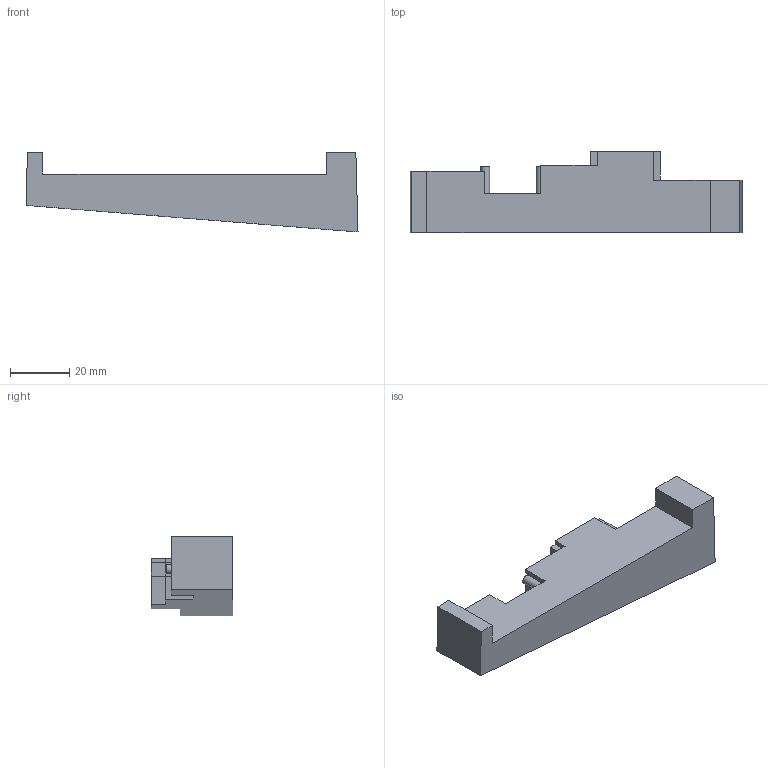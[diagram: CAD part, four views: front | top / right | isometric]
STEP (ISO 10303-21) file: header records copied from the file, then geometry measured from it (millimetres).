
FILE_DESCRIPTION(/* description */ ('Unknown'),/* implementation_level */ '2;1');
FILE_NAME(/* name */ 'rks70_right',/* time_stamp */ '2025-04-07T10:38:48-10:00',/* author */ ('Unknown'),/* organization */ ('Unknown'),/* preprocessor_version */ 'ST-DEVELOPER v18.1',/* originating_system */ 'Solid Edge',/* authorisation */ 'Unknown');
FILE_SCHEMA (('AUTOMOTIVE_DESIGN {1 0 10303 214 3 1 1}'));
Length unit declared in the file: millimetre
Products named in the file (2): rks70_mod; rks70_right
Assembly tree (1 placements, depth 2):
  rks70_mod
    rks70_right
Bounding box: 112.21 x 27.5 x 27 mm (x, y, z)
Volume: 36218 mm3; surface area: 10202.9 mm2
Topology: 1 solids, 1 shells, 42 faces, 110 edges, 74 vertices
Faces by surface type: plane 38, cylinder 4
Full cylindrical faces by diameter (mm): 3 x4
Entity records: 1289 total; most frequent: CARTESIAN_POINT 220, ORIENTED_EDGE 208, DIRECTION 200, EDGE_CURVE 104, LINE 96, VECTOR 96, VERTEX_POINT 72, AXIS2_PLACEMENT_3D 52
